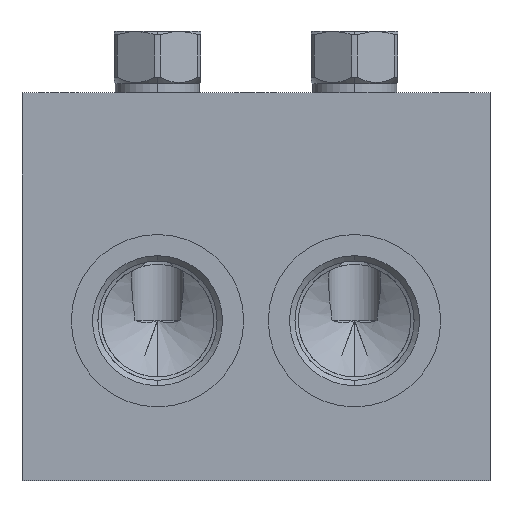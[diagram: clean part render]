
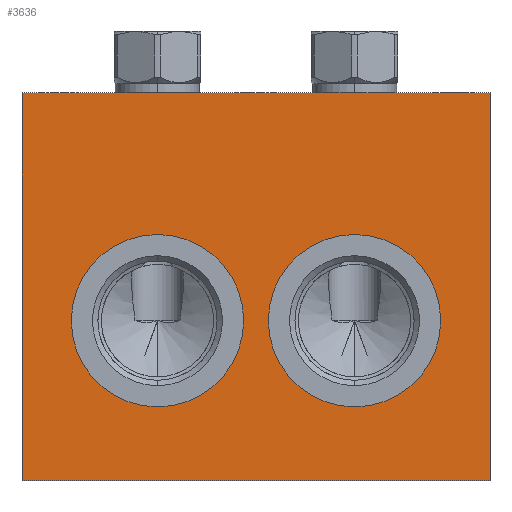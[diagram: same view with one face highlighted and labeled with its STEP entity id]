
A CAD part, front view. The second image highlights one B-rep face of the part: STEP entity #3636.
In plain terms, the highlighted planar face has unit normal (0, -1, 0).
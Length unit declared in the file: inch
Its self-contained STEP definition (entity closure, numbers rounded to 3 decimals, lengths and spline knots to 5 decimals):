
#5=DIRECTION('',(1.,0.,0.));
#6=VECTOR('',#5,4.75);
#7=CARTESIAN_POINT('',(0.,-3.,0.));
#8=LINE('',#7,#6);
#105=DIRECTION('',(0.,0.,1.));
#106=VECTOR('',#105,3.938);
#107=CARTESIAN_POINT('',(4.75,-3.,0.));
#108=LINE('',#107,#106);
#119=DIRECTION('',(0.,0.,1.));
#120=VECTOR('',#119,3.938);
#121=CARTESIAN_POINT('',(0.,-3.,0.));
#122=LINE('',#121,#120);
#123=CARTESIAN_POINT('',(1.375,-3.,1.625));
#124=DIRECTION('',(0.,1.,0.));
#125=DIRECTION('',(0.,0.,-1.));
#126=AXIS2_PLACEMENT_3D('',#123,#124,#125);
#128=CARTESIAN_POINT('',(1.375,-3.,1.625));
#129=DIRECTION('',(0.,1.,0.));
#130=DIRECTION('',(0.,0.,1.));
#131=AXIS2_PLACEMENT_3D('',#128,#129,#130);
#133=CARTESIAN_POINT('',(3.375,-3.,1.625));
#134=DIRECTION('',(0.,1.,0.));
#135=DIRECTION('',(0.,0.,-1.));
#136=AXIS2_PLACEMENT_3D('',#133,#134,#135);
#138=CARTESIAN_POINT('',(3.375,-3.,1.625));
#139=DIRECTION('',(0.,1.,0.));
#140=DIRECTION('',(0.,0.,1.));
#141=AXIS2_PLACEMENT_3D('',#138,#139,#140);
#155=DIRECTION('',(1.,0.,0.));
#156=VECTOR('',#155,4.75);
#157=CARTESIAN_POINT('',(0.,-3.,3.938));
#158=LINE('',#157,#156);
#3052=CARTESIAN_POINT('',(0.,-3.,0.));
#3054=VERTEX_POINT('',#3052);
#3055=CARTESIAN_POINT('',(4.75,-3.,0.));
#3056=VERTEX_POINT('',#3055);
#3060=CARTESIAN_POINT('',(0.,-3.,3.938));
#3062=VERTEX_POINT('',#3060);
#3063=CARTESIAN_POINT('',(4.75,-3.,3.938));
#3064=VERTEX_POINT('',#3063);
#3314=CARTESIAN_POINT('',(1.375,-3.,0.75));
#3315=CARTESIAN_POINT('',(1.375,-3.,2.5));
#3316=VERTEX_POINT('',#3314);
#3317=VERTEX_POINT('',#3315);
#3356=CARTESIAN_POINT('',(3.375,-3.,0.75));
#3357=CARTESIAN_POINT('',(3.375,-3.,2.5));
#3358=VERTEX_POINT('',#3356);
#3359=VERTEX_POINT('',#3357);
#3612=CARTESIAN_POINT('',(0.,-3.,0.));
#3613=DIRECTION('',(0.,-1.,0.));
#3614=DIRECTION('',(1.,0.,0.));
#3615=AXIS2_PLACEMENT_3D('',#3612,#3613,#3614);
#3616=PLANE('',#3615);
#3617=ORIENTED_EDGE('',*,*,#3506,.F.);
#3618=ORIENTED_EDGE('',*,*,#3573,.T.);
#3620=ORIENTED_EDGE('',*,*,#3619,.T.);
#3621=ORIENTED_EDGE('',*,*,#3598,.F.);
#3622=EDGE_LOOP('',(#3617,#3618,#3620,#3621));
#3623=FACE_OUTER_BOUND('',#3622,.F.);
#3625=ORIENTED_EDGE('',*,*,#3624,.F.);
#3627=ORIENTED_EDGE('',*,*,#3626,.F.);
#3628=EDGE_LOOP('',(#3625,#3627));
#3629=FACE_BOUND('',#3628,.F.);
#3631=ORIENTED_EDGE('',*,*,#3630,.F.);
#3633=ORIENTED_EDGE('',*,*,#3632,.F.);
#3634=EDGE_LOOP('',(#3631,#3633));
#3635=FACE_BOUND('',#3634,.F.);
#3636=ADVANCED_FACE('',(#3623,#3629,#3635),#3616,.T.);
#127=CIRCLE('',#126,0.875);
#132=CIRCLE('',#131,0.875);
#137=CIRCLE('',#136,0.875);
#142=CIRCLE('',#141,0.875);
#3506=EDGE_CURVE('',#3054,#3056,#8,.T.);
#3573=EDGE_CURVE('',#3054,#3062,#122,.T.);
#3598=EDGE_CURVE('',#3056,#3064,#108,.T.);
#3619=EDGE_CURVE('',#3062,#3064,#158,.T.);
#3624=EDGE_CURVE('',#3316,#3317,#127,.T.);
#3626=EDGE_CURVE('',#3317,#3316,#132,.T.);
#3630=EDGE_CURVE('',#3358,#3359,#137,.T.);
#3632=EDGE_CURVE('',#3359,#3358,#142,.T.);
